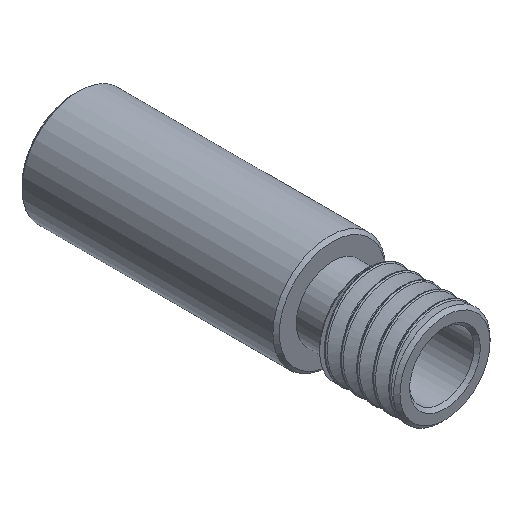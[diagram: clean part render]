
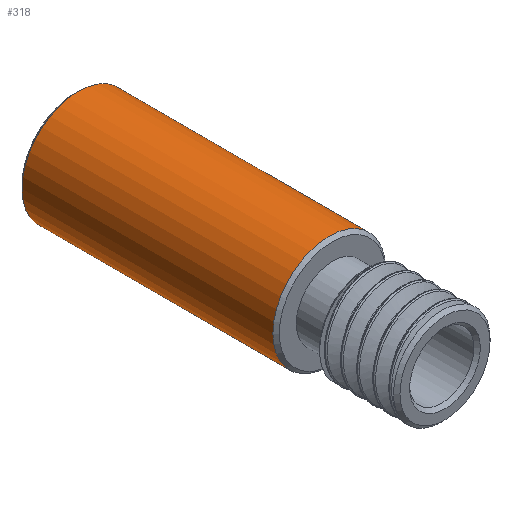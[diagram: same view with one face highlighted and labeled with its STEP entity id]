
A CAD part, isometric view. The second image highlights one B-rep face of the part: STEP entity #318.
In plain terms, the highlighted cylindrical face has radius 3.5 mm (diameter 7 mm), a full revolution.
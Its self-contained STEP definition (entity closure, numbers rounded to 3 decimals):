
#44=CYLINDRICAL_SURFACE('',#356,3.5);
#63=FACE_BOUND('',#114,.T.);
#81=FACE_OUTER_BOUND('',#113,.T.);
#113=EDGE_LOOP('',(#244));
#114=EDGE_LOOP('',(#245));
#150=CIRCLE('',#354,3.5);
#152=CIRCLE('',#357,3.5);
#169=VERTEX_POINT('',#479);
#171=VERTEX_POINT('',#484);
#200=EDGE_CURVE('',#169,#169,#150,.T.);
#202=EDGE_CURVE('',#171,#171,#152,.T.);
#244=ORIENTED_EDGE('',*,*,#202,.F.);
#245=ORIENTED_EDGE('',*,*,#200,.F.);
#318=ADVANCED_FACE('',(#81,#63),#44,.T.);
#354=AXIS2_PLACEMENT_3D('',#480,#409,#410);
#356=AXIS2_PLACEMENT_3D('',#483,#413,#414);
#357=AXIS2_PLACEMENT_3D('',#485,#415,#416);
#409=DIRECTION('center_axis',(0.,-1.,0.));
#410=DIRECTION('ref_axis',(0.,0.,1.));
#413=DIRECTION('center_axis',(0.,-1.,0.));
#414=DIRECTION('ref_axis',(0.,0.,-1.));
#415=DIRECTION('center_axis',(0.,1.,0.));
#416=DIRECTION('ref_axis',(0.,0.,1.));
#479=CARTESIAN_POINT('',(0.,7.2,-3.5));
#480=CARTESIAN_POINT('Origin',(0.,7.2,0.));
#483=CARTESIAN_POINT('Origin',(0.,15.,0.));
#484=CARTESIAN_POINT('',(0.,22.8,-3.5));
#485=CARTESIAN_POINT('Origin',(0.,22.8,0.));
